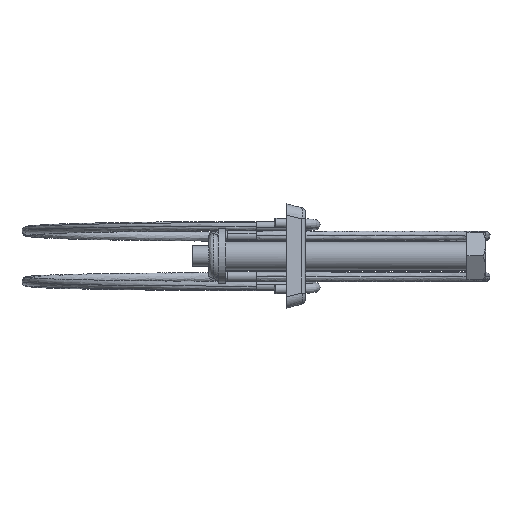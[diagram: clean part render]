
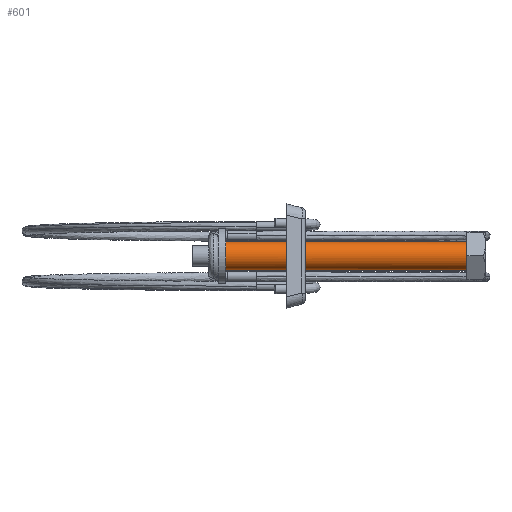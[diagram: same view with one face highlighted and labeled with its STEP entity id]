
A CAD part, top view. The second image highlights one B-rep face of the part: STEP entity #601.
In plain terms, the highlighted free-form (B-spline) face has degree [2, 1] with [7, 2] control points.
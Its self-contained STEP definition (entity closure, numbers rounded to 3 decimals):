
#436=CARTESIAN_POINT('',(0.,2.977,-0.372));
#437=VERTEX_POINT('',#436);
#451=CARTESIAN_POINT('',(0.,-3.,0.026));
#452=VERTEX_POINT('',#451);
#468=CARTESIAN_POINT('',(-51.0,-3.,0.026));
#469=VERTEX_POINT('',#468);
#470=CARTESIAN_POINT('',(0.,-3.,0.026));
#471=CARTESIAN_POINT('',(-51.0,-3.,0.026));
#472=QUASI_UNIFORM_CURVE('',1,(#470,#471),.UNSPECIFIED.,.F.,.U.);
#473=EDGE_CURVE('',#452,#469,#472,.T.);
#492=CARTESIAN_POINT('',(-51.0,2.977,-0.372));
#493=VERTEX_POINT('',#492);
#507=CARTESIAN_POINT('',(0.,2.977,-0.372));
#508=CARTESIAN_POINT('',(-51.0,2.977,-0.372));
#509=QUASI_UNIFORM_CURVE('',1,(#507,#508),.UNSPECIFIED.,.F.,.U.);
#510=EDGE_CURVE('',#437,#493,#509,.T.);
#515=CARTESIAN_POINT('',(1.275,-3.,0.026));
#516=CARTESIAN_POINT('',(1.275,-2.974,3.026));
#517=CARTESIAN_POINT('',(1.275,0.026,3.));
#518=CARTESIAN_POINT('',(1.275,3.026,2.974));
#519=CARTESIAN_POINT('',(1.275,3.,-0.026));
#520=CARTESIAN_POINT('',(1.275,2.998,-0.2));
#521=CARTESIAN_POINT('',(1.275,2.977,-0.372));
#522=CARTESIAN_POINT('',(-52.307,-3.,0.026));
#523=CARTESIAN_POINT('',(-52.307,-2.974,3.026));
#524=CARTESIAN_POINT('',(-52.307,0.026,3.));
#525=CARTESIAN_POINT('',(-52.307,3.026,2.974));
#526=CARTESIAN_POINT('',(-52.307,3.,-0.026));
#527=CARTESIAN_POINT('',(-52.307,2.998,-0.2));
#528=CARTESIAN_POINT('',(-52.307,2.977,-0.372));
#536=(BOUNDED_SURFACE()B_SPLINE_SURFACE(2,1,((#515,#522),(#516,#523),(#517,#524),(#518,#525),(#519,#526),(#520,#527),(#521,#528)),.UNSPECIFIED.,.F.,.F.,.U.)B_SPLINE_SURFACE_WITH_KNOTS((3,2,2,3),(2,2),(0.0,4.971,9.941,10.339),(0.0,53.582),.UNSPECIFIED.)GEOMETRIC_REPRESENTATION_ITEM()RATIONAL_B_SPLINE_SURFACE(((1.0,1.0),(0.707,0.707),(1.0,1.0),(0.707,0.707),(1.0,1.0),(0.977,0.977),(0.957,0.957)))REPRESENTATION_ITEM('')SURFACE());
#537=CARTESIAN_POINT('',(0.0,0.0,3.));
#538=VERTEX_POINT('',#537);
#539=CARTESIAN_POINT('',(0.,2.977,-0.372));
#540=CARTESIAN_POINT('',(0.0,3.,-0.187));
#541=CARTESIAN_POINT('',(0.0,3.,0.0));
#542=CARTESIAN_POINT('',(0.0,3.,3.));
#543=CARTESIAN_POINT('',(0.0,0.0,3.));
#551=(BOUNDED_CURVE()B_SPLINE_CURVE(2,(#539,#540,#541,#542,#543),.UNSPECIFIED.,.F.,.U.)B_SPLINE_CURVE_WITH_KNOTS((3,2,3),(0.229,0.25,0.5),.UNSPECIFIED.)CURVE()GEOMETRIC_REPRESENTATION_ITEM()RATIONAL_B_SPLINE_CURVE((0.954,0.975,1.0,0.707,1.0))REPRESENTATION_ITEM(''));
#552=EDGE_CURVE('',#437,#538,#551,.T.);
#553=ORIENTED_EDGE('',*,*,#552,.F.);
#554=ORIENTED_EDGE('',*,*,#510,.T.);
#555=CARTESIAN_POINT('',(-51.0,0.0,3.));
#556=VERTEX_POINT('',#555);
#557=CARTESIAN_POINT('',(-51.0,0.0,3.));
#558=CARTESIAN_POINT('',(-51.,3.,3.));
#559=CARTESIAN_POINT('',(-51.0,3.,0.0));
#560=CARTESIAN_POINT('',(-51.0,3.,-0.187));
#561=CARTESIAN_POINT('',(-51.,2.977,-0.372));
#569=(BOUNDED_CURVE()B_SPLINE_CURVE(2,(#557,#558,#559,#560,#561),.UNSPECIFIED.,.F.,.U.)B_SPLINE_CURVE_WITH_KNOTS((3,2,3),(0.0,0.25,0.271),.UNSPECIFIED.)CURVE()GEOMETRIC_REPRESENTATION_ITEM()RATIONAL_B_SPLINE_CURVE((1.0,0.707,1.0,0.975,0.954))REPRESENTATION_ITEM(''));
#570=EDGE_CURVE('',#556,#493,#569,.T.);
#571=ORIENTED_EDGE('',*,*,#570,.F.);
#572=CARTESIAN_POINT('',(-51.,-3.,0.026));
#573=CARTESIAN_POINT('',(-51.,-2.974,3.));
#574=CARTESIAN_POINT('',(-51.0,0.0,3.));
#582=(BOUNDED_CURVE()B_SPLINE_CURVE(2,(#572,#573,#574),.UNSPECIFIED.,.F.,.U.)B_SPLINE_CURVE_WITH_KNOTS((3,3),(0.752,1.0),.UNSPECIFIED.)CURVE()GEOMETRIC_REPRESENTATION_ITEM()RATIONAL_B_SPLINE_CURVE((0.996,0.709,1.0))REPRESENTATION_ITEM(''));
#583=EDGE_CURVE('',#469,#556,#582,.T.);
#584=ORIENTED_EDGE('',*,*,#583,.F.);
#585=ORIENTED_EDGE('',*,*,#473,.F.);
#586=CARTESIAN_POINT('',(0.0,0.0,3.));
#587=CARTESIAN_POINT('',(0.0,-2.974,3.));
#588=CARTESIAN_POINT('',(0.,-3.,0.026));
#596=(BOUNDED_CURVE()B_SPLINE_CURVE(2,(#586,#587,#588),.UNSPECIFIED.,.F.,.U.)B_SPLINE_CURVE_WITH_KNOTS((3,3),(0.5,0.748),.UNSPECIFIED.)CURVE()GEOMETRIC_REPRESENTATION_ITEM()RATIONAL_B_SPLINE_CURVE((1.0,0.709,0.996))REPRESENTATION_ITEM(''));
#597=EDGE_CURVE('',#538,#452,#596,.T.);
#598=ORIENTED_EDGE('',*,*,#597,.F.);
#599=EDGE_LOOP('',(#553,#554,#571,#584,#585,#598));
#600=FACE_OUTER_BOUND('',#599,.T.);
#601=ADVANCED_FACE('',(#600),#536,.T.);
